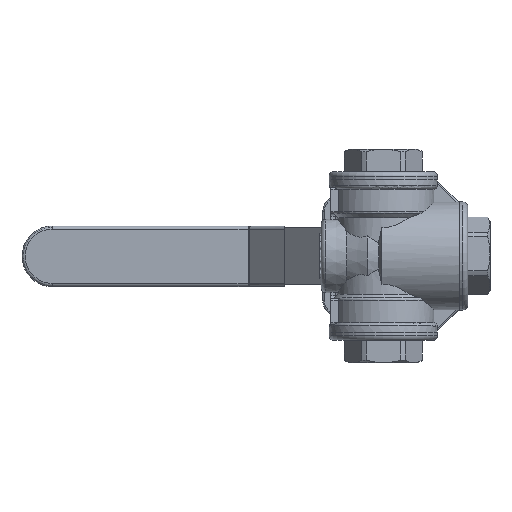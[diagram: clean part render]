
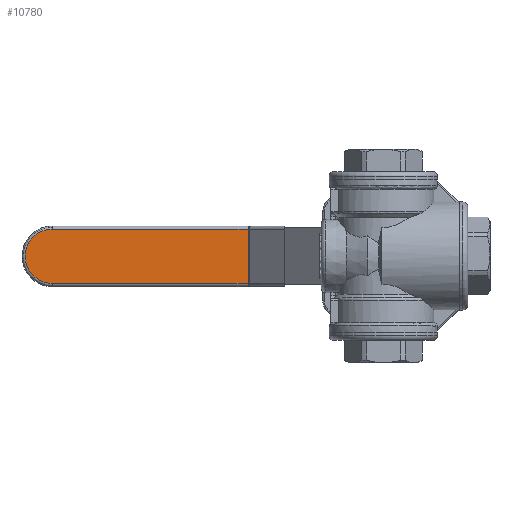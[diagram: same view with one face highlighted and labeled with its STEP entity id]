
A CAD part, top view. The second image highlights one B-rep face of the part: STEP entity #10780.
In plain terms, the highlighted face is planar.
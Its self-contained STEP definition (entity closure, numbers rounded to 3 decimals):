
#705=CIRCLE('',#11527,8.5);
#1141=ORIENTED_EDGE('',*,*,#4382,.T.);
#1142=ORIENTED_EDGE('',*,*,#4383,.T.);
#1143=ORIENTED_EDGE('',*,*,#4384,.T.);
#1144=ORIENTED_EDGE('',*,*,#4385,.T.);
#4382=EDGE_CURVE('',#6002,#6003,#705,.T.);
#4383=EDGE_CURVE('',#6003,#6004,#7105,.T.);
#4384=EDGE_CURVE('',#6004,#6005,#7106,.T.);
#4385=EDGE_CURVE('',#6005,#6002,#7107,.T.);
#6002=VERTEX_POINT('',#14954);
#6003=VERTEX_POINT('',#14955);
#6004=VERTEX_POINT('',#14957);
#6005=VERTEX_POINT('',#14959);
#7105=LINE('',#14956,#8002);
#7106=LINE('',#14958,#8003);
#7107=LINE('',#14960,#8004);
#8002=VECTOR('',#12386,1000.);
#8003=VECTOR('',#12387,1000.);
#8004=VECTOR('',#12388,1000.);
#8891=EDGE_LOOP('',(#1141,#1142,#1143,#1144));
#9672=FACE_BOUND('',#8891,.T.);
#10452=PLANE('',#11526);
#10780=ADVANCED_FACE('',(#9672),#10452,.F.);
#11526=AXIS2_PLACEMENT_3D('',#14952,#12382,#12383);
#11527=AXIS2_PLACEMENT_3D('',#14953,#12384,#12385);
#12382=DIRECTION('',(0.,1.,0.));
#12383=DIRECTION('',(1.,0.,0.));
#12384=DIRECTION('',(0.,-1.,0.));
#12385=DIRECTION('',(0.,0.,1.));
#12386=DIRECTION('',(1.,0.,0.));
#12387=DIRECTION('',(0.,0.,1.));
#12388=DIRECTION('',(-1.,0.,0.));
#14952=CARTESIAN_POINT('',(0.,-4.5,9.5));
#14953=CARTESIAN_POINT('',(9.5,-4.5,0.));
#14954=CARTESIAN_POINT('',(9.5,-4.5,8.5));
#14955=CARTESIAN_POINT('',(9.5,-4.5,-8.5));
#14956=CARTESIAN_POINT('',(0.,-4.5,-8.5));
#14957=CARTESIAN_POINT('',(71.,-4.5,-8.5));
#14958=CARTESIAN_POINT('',(71.,-4.5,9.5));
#14959=CARTESIAN_POINT('',(71.,-4.5,8.5));
#14960=CARTESIAN_POINT('',(9.5,-4.5,8.5));
